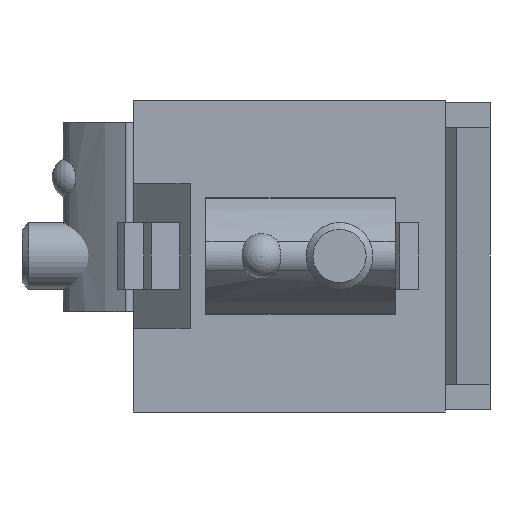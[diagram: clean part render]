
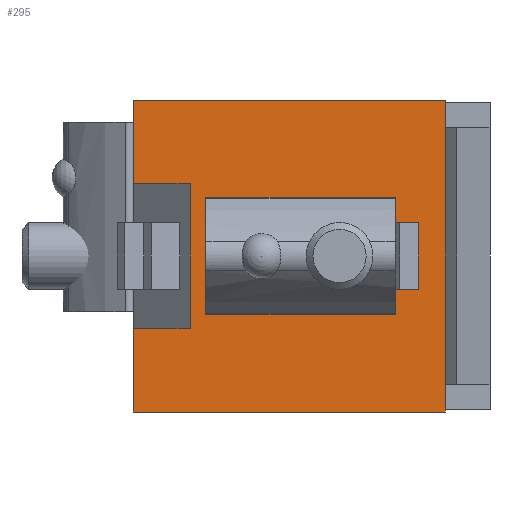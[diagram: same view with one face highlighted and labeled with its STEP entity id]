
A CAD part, front view. The second image highlights one B-rep face of the part: STEP entity #295.
In plain terms, the highlighted planar face has unit normal (0, -1, 0).
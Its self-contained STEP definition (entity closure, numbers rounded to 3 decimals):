
#295 = ADVANCED_FACE( '', ( #643, #644, #645 ), #646, .F. );
#643 = FACE_BOUND( '', #1090, .T. );
#644 = FACE_BOUND( '', #1091, .T. );
#645 = FACE_OUTER_BOUND( '', #1092, .T. );
#646 = PLANE( '', #1093 );
#1090 = EDGE_LOOP( '', ( #1667, #1668, #1669, #1670 ) );
#1091 = EDGE_LOOP( '', ( #1671, #1672, #1673, #1674 ) );
#1092 = EDGE_LOOP( '', ( #1675, #1676, #1677, #1678, #1679, #1680, #1681, #1682 ) );
#1093 = AXIS2_PLACEMENT_3D( '', #1683, #1684, #1685 );
#1667 = ORIENTED_EDGE( '', *, *, #2886, .F. );
#1668 = ORIENTED_EDGE( '', *, *, #2887, .F. );
#1669 = ORIENTED_EDGE( '', *, *, #2820, .T. );
#1670 = ORIENTED_EDGE( '', *, *, #2888, .T. );
#1671 = ORIENTED_EDGE( '', *, *, #2889, .F. );
#1672 = ORIENTED_EDGE( '', *, *, #2890, .T. );
#1673 = ORIENTED_EDGE( '', *, *, #2891, .T. );
#1674 = ORIENTED_EDGE( '', *, *, #2892, .F. );
#1675 = ORIENTED_EDGE( '', *, *, #2893, .T. );
#1676 = ORIENTED_EDGE( '', *, *, #2894, .T. );
#1677 = ORIENTED_EDGE( '', *, *, #2895, .F. );
#1678 = ORIENTED_EDGE( '', *, *, #2896, .F. );
#1679 = ORIENTED_EDGE( '', *, *, #2897, .T. );
#1680 = ORIENTED_EDGE( '', *, *, #2898, .T. );
#1681 = ORIENTED_EDGE( '', *, *, #2899, .F. );
#1682 = ORIENTED_EDGE( '', *, *, #2900, .F. );
#1683 = CARTESIAN_POINT( '', ( 0., 0., 14. ) );
#1684 = DIRECTION( '', ( 0., 1., 0. ) );
#1685 = DIRECTION( '', ( 0., 0., 1. ) );
#2820 = EDGE_CURVE( '', #3353, #3351, #3354, .T. );
#2886 = EDGE_CURVE( '', #3468, #3469, #3470, .T. );
#2887 = EDGE_CURVE( '', #3353, #3468, #3471, .T. );
#2888 = EDGE_CURVE( '', #3351, #3469, #3472, .T. );
#2889 = EDGE_CURVE( '', #3473, #3474, #3475, .T. );
#2890 = EDGE_CURVE( '', #3473, #3476, #3477, .T. );
#2891 = EDGE_CURVE( '', #3476, #3478, #3479, .T. );
#2892 = EDGE_CURVE( '', #3474, #3478, #3480, .T. );
#2893 = EDGE_CURVE( '', #3481, #3482, #3483, .T. );
#2894 = EDGE_CURVE( '', #3482, #3484, #3485, .T. );
#2895 = EDGE_CURVE( '', #3486, #3484, #3487, .T. );
#2896 = EDGE_CURVE( '', #3488, #3486, #3489, .T. );
#2897 = EDGE_CURVE( '', #3488, #3490, #3491, .T. );
#2898 = EDGE_CURVE( '', #3490, #3492, #3493, .T. );
#2899 = EDGE_CURVE( '', #3494, #3492, #3495, .T. );
#2900 = EDGE_CURVE( '', #3481, #3494, #3496, .T. );
#3351 = VERTEX_POINT( '', #4130 );
#3353 = VERTEX_POINT( '', #4133 );
#3354 = LINE( '', #4134, #4135 );
#3468 = VERTEX_POINT( '', #4300 );
#3469 = VERTEX_POINT( '', #4301 );
#3470 = LINE( '', #4302, #4303 );
#3471 = LINE( '', #4304, #4305 );
#3472 = LINE( '', #4306, #4307 );
#3473 = VERTEX_POINT( '', #4308 );
#3474 = VERTEX_POINT( '', #4309 );
#3475 = LINE( '', #4310, #4311 );
#3476 = VERTEX_POINT( '', #4312 );
#3477 = LINE( '', #4313, #4314 );
#3478 = VERTEX_POINT( '', #4315 );
#3479 = LINE( '', #4316, #4317 );
#3480 = LINE( '', #4318, #4319 );
#3481 = VERTEX_POINT( '', #4320 );
#3482 = VERTEX_POINT( '', #4321 );
#3483 = LINE( '', #4322, #4323 );
#3484 = VERTEX_POINT( '', #4324 );
#3485 = LINE( '', #4325, #4326 );
#3486 = VERTEX_POINT( '', #4327 );
#3487 = LINE( '', #4328, #4329 );
#3488 = VERTEX_POINT( '', #4330 );
#3489 = LINE( '', #4331, #4332 );
#3490 = VERTEX_POINT( '', #4333 );
#3491 = LINE( '', #4334, #4335 );
#3492 = VERTEX_POINT( '', #4336 );
#3493 = LINE( '', #4337, #4338 );
#3494 = VERTEX_POINT( '', #4339 );
#3495 = LINE( '', #4340, #4341 );
#3496 = LINE( '', #4342, #4343 );
#4130 = CARTESIAN_POINT( '', ( 25.546, 0., -3. ) );
#4133 = CARTESIAN_POINT( '', ( 25.546, 0., 3. ) );
#4134 = CARTESIAN_POINT( '', ( 25.546, 0., 3. ) );
#4135 = VECTOR( '', #5261, 1000. );
#4300 = CARTESIAN_POINT( '', ( 24.005, 0., 3. ) );
#4301 = CARTESIAN_POINT( '', ( 24.005, 0., -3. ) );
#4302 = CARTESIAN_POINT( '', ( 24.005, 0., 3. ) );
#4303 = VECTOR( '', #5322, 1000. );
#4304 = CARTESIAN_POINT( '', ( 25.546, 0., 3. ) );
#4305 = VECTOR( '', #5323, 1000. );
#4306 = CARTESIAN_POINT( '', ( 25.546, 0., -3. ) );
#4307 = VECTOR( '', #5324, 1000. );
#4308 = CARTESIAN_POINT( '', ( 7.5, 0., 3.25 ) );
#4309 = CARTESIAN_POINT( '', ( 7.5, 0., -3.25 ) );
#4310 = CARTESIAN_POINT( '', ( 7.5, 0., 3.25 ) );
#4311 = VECTOR( '', #5325, 1000. );
#4312 = CARTESIAN_POINT( '', ( 22.5, 0., 3.25 ) );
#4313 = CARTESIAN_POINT( '', ( 7.5, 0., 3.25 ) );
#4314 = VECTOR( '', #5326, 1000. );
#4315 = CARTESIAN_POINT( '', ( 22.5, 0., -3.25 ) );
#4316 = CARTESIAN_POINT( '', ( 22.5, 0., 3.25 ) );
#4317 = VECTOR( '', #5327, 1000. );
#4318 = CARTESIAN_POINT( '', ( 7.5, 0., -3.25 ) );
#4319 = VECTOR( '', #5328, 1000. );
#4320 = CARTESIAN_POINT( '', ( 0., 0., 14. ) );
#4321 = CARTESIAN_POINT( '', ( 0., 0., 6.5 ) );
#4322 = CARTESIAN_POINT( '', ( 0., 0., 14. ) );
#4323 = VECTOR( '', #5329, 1000. );
#4324 = CARTESIAN_POINT( '', ( 5.091, 0., 6.5 ) );
#4325 = CARTESIAN_POINT( '', ( 0., 0., 6.5 ) );
#4326 = VECTOR( '', #5330, 1000. );
#4327 = CARTESIAN_POINT( '', ( 5.091, 0., -6.5 ) );
#4328 = CARTESIAN_POINT( '', ( 5.091, 0., 14. ) );
#4329 = VECTOR( '', #5331, 1000. );
#4330 = CARTESIAN_POINT( '', ( 0., 0., -6.5 ) );
#4331 = CARTESIAN_POINT( '', ( 0., 0., -6.5 ) );
#4332 = VECTOR( '', #5332, 1000. );
#4333 = CARTESIAN_POINT( '', ( 0., 0., -14. ) );
#4334 = CARTESIAN_POINT( '', ( 0., 0., 14. ) );
#4335 = VECTOR( '', #5333, 1000. );
#4336 = CARTESIAN_POINT( '', ( 28., 0., -14. ) );
#4337 = CARTESIAN_POINT( '', ( 0., 0., -14. ) );
#4338 = VECTOR( '', #5334, 1000. );
#4339 = CARTESIAN_POINT( '', ( 28., 0., 14. ) );
#4340 = CARTESIAN_POINT( '', ( 28., 0., 14. ) );
#4341 = VECTOR( '', #5335, 1000. );
#4342 = CARTESIAN_POINT( '', ( 0., 0., 14. ) );
#4343 = VECTOR( '', #5336, 1000. );
#5261 = DIRECTION( '', ( 0., 0., -1. ) );
#5322 = DIRECTION( '', ( 0., 0., -1. ) );
#5323 = DIRECTION( '', ( -1., 0., 0. ) );
#5324 = DIRECTION( '', ( -1., 0., 0. ) );
#5325 = DIRECTION( '', ( 0., 0., -1. ) );
#5326 = DIRECTION( '', ( 1., 0., 0. ) );
#5327 = DIRECTION( '', ( 0., 0., -1. ) );
#5328 = DIRECTION( '', ( 1., 0., 0. ) );
#5329 = DIRECTION( '', ( 0., 0., -1. ) );
#5330 = DIRECTION( '', ( 1., 0., 0. ) );
#5331 = DIRECTION( '', ( 0., 0., 1. ) );
#5332 = DIRECTION( '', ( 1., 0., 0. ) );
#5333 = DIRECTION( '', ( 0., 0., -1. ) );
#5334 = DIRECTION( '', ( 1., 0., 0. ) );
#5335 = DIRECTION( '', ( 0., 0., -1. ) );
#5336 = DIRECTION( '', ( 1., 0., 0. ) );
